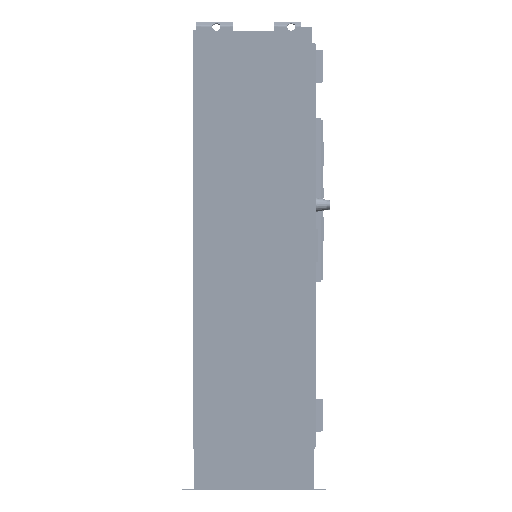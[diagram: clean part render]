
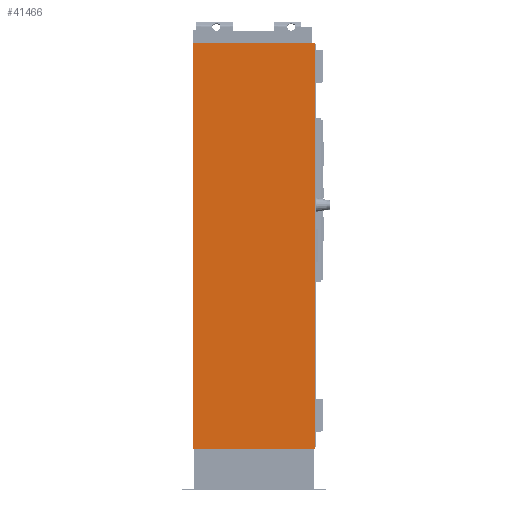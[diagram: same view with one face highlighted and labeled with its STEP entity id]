
A CAD part, left-side view. The second image highlights one B-rep face of the part: STEP entity #41466.
In plain terms, the highlighted planar face has unit normal (-1, 0, 0).
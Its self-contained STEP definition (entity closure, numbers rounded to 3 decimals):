
#33493=FACE_OUTER_BOUND('',#55893,.T.);
#41466=ADVANCED_FACE('',(#33493),#47094,.T.);
#47094=PLANE('',#149102);
#55893=EDGE_LOOP('',(#69047,#69048,#69049,#69050));
#69047=ORIENTED_EDGE('',*,*,#107168,.F.);
#69048=ORIENTED_EDGE('',*,*,#107963,.T.);
#69049=ORIENTED_EDGE('',*,*,#107964,.F.);
#69050=ORIENTED_EDGE('',*,*,#107965,.F.);
#95535=VERTEX_POINT('',#192607);
#95537=VERTEX_POINT('',#192611);
#96104=VERTEX_POINT('',#194520);
#96105=VERTEX_POINT('',#194524);
#107168=EDGE_CURVE('',#95537,#95535,#122187,.T.);
#107963=EDGE_CURVE('',#95537,#96104,#122864,.T.);
#107964=EDGE_CURVE('',#96105,#96104,#122865,.T.);
#107965=EDGE_CURVE('',#95535,#96105,#122866,.T.);
#122187=LINE('',#192612,#135794);
#122864=LINE('',#194521,#136471);
#122865=LINE('',#194523,#136472);
#122866=LINE('',#194525,#136473);
#135794=VECTOR('',#159944,1.);
#136471=VECTOR('',#161239,1.);
#136472=VECTOR('',#161242,1.);
#136473=VECTOR('',#161243,1.);
#149102=AXIS2_PLACEMENT_3D('',#194526,#161244,#161245);
#159944=DIRECTION('',(0.,-1.,0.));
#161239=DIRECTION('',(0.,0.,-1.));
#161242=DIRECTION('',(0.,1.,0.));
#161243=DIRECTION('',(0.,0.,-1.));
#161244=DIRECTION('',(-1.,0.,0.));
#161245=DIRECTION('',(0.,0.,1.));
#192607=CARTESIAN_POINT('',(-1750.,0.,1899.5));
#192611=CARTESIAN_POINT('',(-1750.,600.,1899.5));
#192612=CARTESIAN_POINT('',(-1750.,600.,1899.5));
#194520=CARTESIAN_POINT('',(-1750.,600.,-100.));
#194521=CARTESIAN_POINT('',(-1750.,600.,1932.5));
#194523=CARTESIAN_POINT('',(-1750.,600.,-100.));
#194524=CARTESIAN_POINT('',(-1750.,0.,-100.));
#194525=CARTESIAN_POINT('',(-1750.,0.,0.));
#194526=CARTESIAN_POINT('',(-1750.,300.,1932.5));
